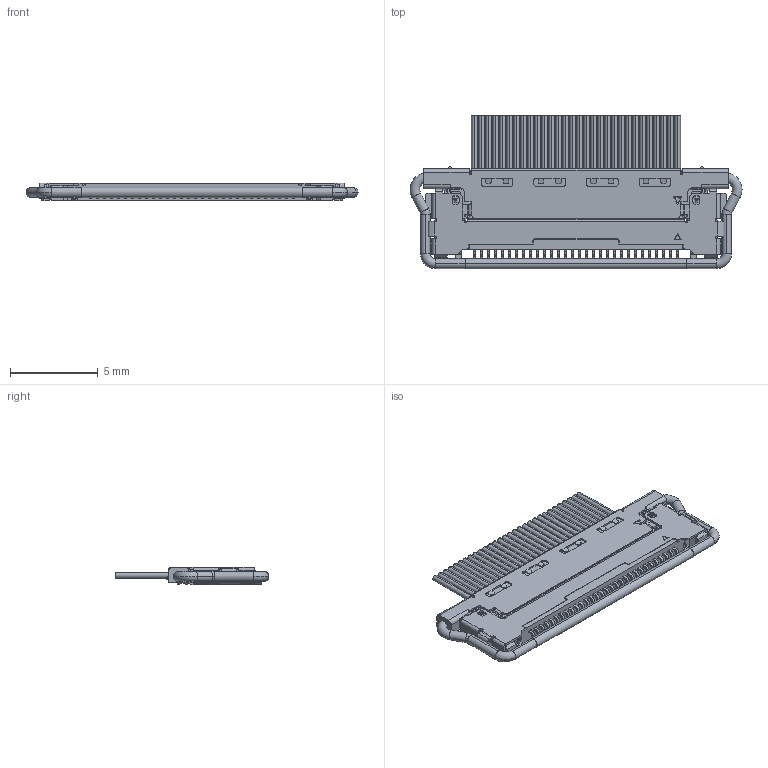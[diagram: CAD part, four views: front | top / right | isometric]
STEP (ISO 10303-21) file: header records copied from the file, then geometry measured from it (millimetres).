
FILE_DESCRIPTION((''),'2;1');
FILE_NAME('20633-X30T-01S_20525-X30E-02C','2021-09-07T17:14:34',('silo-mech'),(''),'CREO PARAMETRIC BY PTC INC, 2020454','CREO PARAMETRIC BY PTC INC, 2020454','');
FILE_SCHEMA(('CONFIG_CONTROL_DESIGN'));
Length unit declared in the file: millimetre
Products named in the file (1): 20633-X30T-01S_20525-X30E-02C
Bounding box: 18.95 x 8.78 x 1 mm (x, y, z)
Volume: 85.1 mm3; surface area: 450.4 mm2
Topology: 1 solids, 1 shells, 1897 faces, 5323 edges, 3492 vertices
Faces by surface type: plane 1141, cylinder 658, extrusion 40, cone 30, torus 12, bspline 7, sphere 6, revolution 3
Entity records: 62971 total; most frequent: CARTESIAN_POINT 13252, ORIENTED_EDGE 10630, DIRECTION 10080, EDGE_CURVE 5315, VECTOR 3733, LINE 3693, VERTEX_POINT 3492, AXIS2_PLACEMENT_3D 3172
